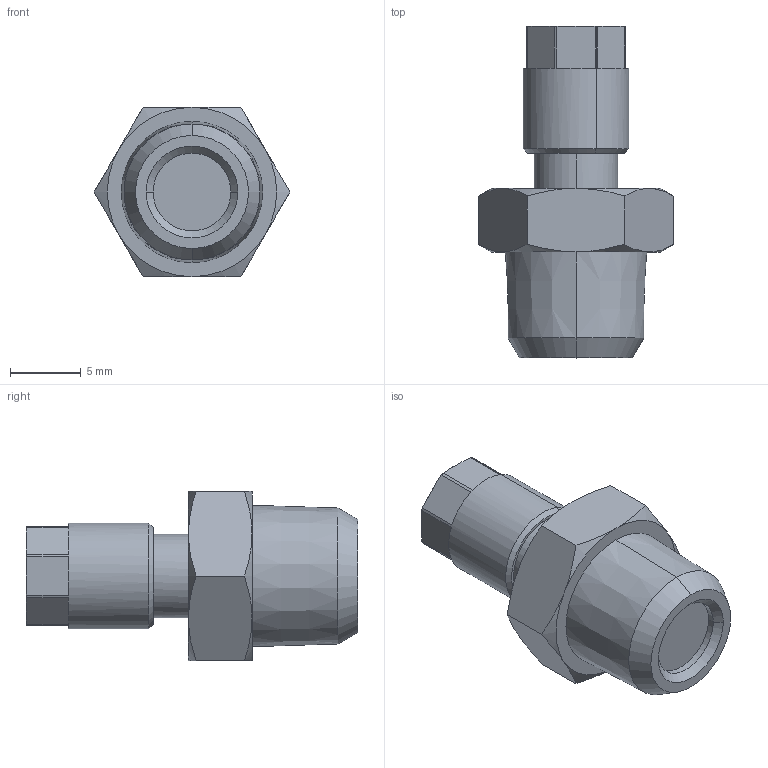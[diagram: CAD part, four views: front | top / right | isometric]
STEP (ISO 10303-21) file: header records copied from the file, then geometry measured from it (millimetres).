
FILE_DESCRIPTION (( 'STEP AP214' ), '1' );
FILE_NAME ('0100000001.step', '2012-09-28T13:16:44', ( '' ), ( '' ), 'SwSTEP 2.0', 'SolidWorks 2012', '' );
FILE_SCHEMA (( 'AUTOMOTIVE_DESIGN' ));
Length unit declared in the file: millimetre
Products named in the file (1): 0100000001
Bounding box: 13.86 x 23.5 x 12 mm (x, y, z)
Volume: 1526.4 mm3; surface area: 939.6 mm2
Topology: 1 solids, 1 shells, 70 faces, 160 edges, 97 vertices
Faces by surface type: cone 31, plane 29, cylinder 8, torus 2
Entity records: 2855 total; most frequent: CARTESIAN_POINT 496, DIRECTION 333, ORIENTED_EDGE 320, EDGE_CURVE 160, AXIS2_PLACEMENT_3D 142, VERTEX_POINT 97, EDGE_LOOP 75, UNCERTAINTY_MEASURE_WITH_UNIT 73
